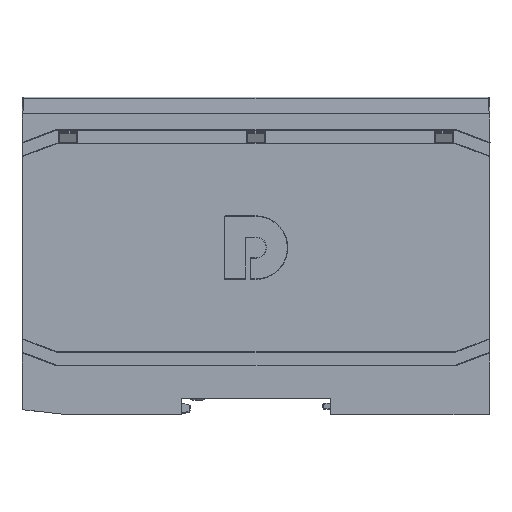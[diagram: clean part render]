
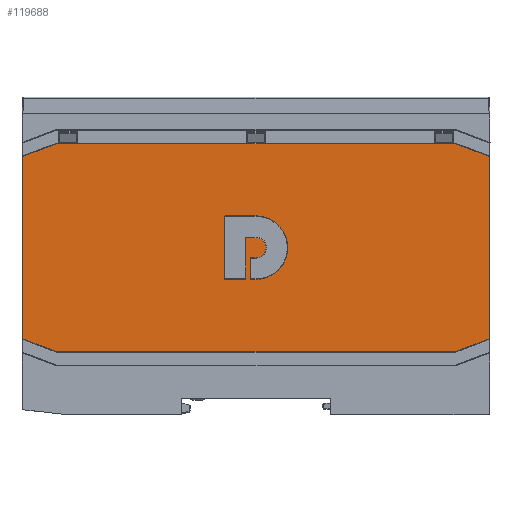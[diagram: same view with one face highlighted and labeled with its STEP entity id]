
A CAD part, left-side view. The second image highlights one B-rep face of the part: STEP entity #119688.
In plain terms, the highlighted planar face has unit normal (-1, 0, 0).
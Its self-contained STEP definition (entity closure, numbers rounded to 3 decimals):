
#4400=DIRECTION('',(0.,0.,1.));
#4401=VECTOR('',#4400,43.639);
#4402=CARTESIAN_POINT('',(-14.,-55.8,-53.819));
#4403=LINE('',#4402,#4401);
#18712=DIRECTION('',(0.,1.,0.));
#18713=VECTOR('',#18712,95.316);
#18714=CARTESIAN_POINT('',(-14.,-47.658,-7.1));
#18715=LINE('',#18714,#18713);
#18755=DIRECTION('',(0.,-0.934,-0.357));
#18756=VECTOR('',#18755,8.563);
#18757=CARTESIAN_POINT('',(-14.,-47.8,-7.126));
#18758=LINE('',#18757,#18756);
#18759=DIRECTION('',(0.,0.934,-0.357));
#18760=VECTOR('',#18759,8.563);
#18761=CARTESIAN_POINT('',(-14.,-55.8,-53.819));
#18762=LINE('',#18761,#18760);
#18763=CARTESIAN_POINT('',(-14.,-47.658,-56.5));
#18764=DIRECTION('',(1.,0.,0.));
#18765=DIRECTION('',(0.,-0.357,-0.934));
#18766=AXIS2_PLACEMENT_3D('',#18763,#18764,#18765);
#18768=CARTESIAN_POINT('',(-14.,47.658,-56.5));
#18769=DIRECTION('',(1.,0.,0.));
#18770=DIRECTION('',(0.,0.,-1.));
#18771=AXIS2_PLACEMENT_3D('',#18768,#18769,#18770);
#18773=DIRECTION('',(0.,0.934,0.357));
#18774=VECTOR('',#18773,8.563);
#18775=CARTESIAN_POINT('',(-14.,47.8,-56.874));
#18776=LINE('',#18775,#18774);
#18777=DIRECTION('',(0.,-0.934,0.357));
#18778=VECTOR('',#18777,8.563);
#18779=CARTESIAN_POINT('',(-14.,55.8,
-10.181));
#18780=LINE('',#18779,#18778);
#18781=CARTESIAN_POINT('',(-14.,47.658,-7.5));
#18782=DIRECTION('',(1.,0.,0.));
#18783=DIRECTION('',(0.,0.357,0.934));
#18784=AXIS2_PLACEMENT_3D('',#18781,#18782,#18783);
#18786=CARTESIAN_POINT('',(-14.,-47.658,-7.5));
#18787=DIRECTION('',(1.,0.,0.));
#18788=DIRECTION('',(0.,0.,1.));
#18789=AXIS2_PLACEMENT_3D('',#18786,#18787,#18788);
#18791=CARTESIAN_POINT('',(-14.,1.05,-39.3));
#18792=DIRECTION('',(-1.,0.,0.));
#18793=DIRECTION('',(0.,1.,0.));
#18794=AXIS2_PLACEMENT_3D('',#18791,#18792,#18793);
#18796=CARTESIAN_POINT('',(-14.,0.,-32.));
#18797=DIRECTION('',(-1.,0.,0.));
#18798=DIRECTION('',(0.,0.,-1.));
#18799=AXIS2_PLACEMENT_3D('',#18796,#18797,#18798);
#18801=CARTESIAN_POINT('',(-14.,0.,-32.));
#18802=DIRECTION('',(-1.,0.,0.));
#18803=DIRECTION('',(0.,-0.028,-1.));
#18804=AXIS2_PLACEMENT_3D('',#18801,#18802,#18803);
#18806=CARTESIAN_POINT('',(-14.,7.3,-24.7));
#18807=DIRECTION('',(-1.,0.,0.));
#18808=DIRECTION('',(0.,0.,1.));
#18809=AXIS2_PLACEMENT_3D('',#18806,#18807,#18808);
#18811=CARTESIAN_POINT('',(-14.,7.3,-39.3));
#18812=DIRECTION('',(-1.,0.,0.));
#18813=DIRECTION('',(0.,1.,0.));
#18814=AXIS2_PLACEMENT_3D('',#18811,#18812,#18813);
#18816=CARTESIAN_POINT('',(-14.,2.7,-39.3));
#18817=DIRECTION('',(-1.,0.,0.));
#18818=DIRECTION('',(0.,0.,-1.));
#18819=AXIS2_PLACEMENT_3D('',#18816,#18817,#18818);
#18821=CARTESIAN_POINT('',(-14.,0.,-32.));
#18822=DIRECTION('',(1.,0.,0.));
#18823=DIRECTION('',(0.,0.,1.));
#18824=AXIS2_PLACEMENT_3D('',#18821,#18822,#18823);
#18830=DIRECTION('',(0.,-1.,0.));
#18831=VECTOR('',#18830,95.316);
#18832=CARTESIAN_POINT('',(-14.,47.658,-56.9));
#18833=LINE('',#18832,#18831);
#18890=DIRECTION('',(0.,0.,-1.));
#18891=VECTOR('',#18890,43.639);
#18892=CARTESIAN_POINT('',(-14.,55.8,
-10.181));
#18893=LINE('',#18892,#18891);
#18957=DIRECTION('',(0.,0.,1.));
#18958=VECTOR('',#18957,4.9);
#18959=CARTESIAN_POINT('',(-14.,1.35,-39.3));
#18960=LINE('',#18959,#18958);
#18988=DIRECTION('',(0.,-1.,0.));
#18989=VECTOR('',#18988,1.35);
#18990=CARTESIAN_POINT('',(-14.,1.35,-34.4));
#18991=LINE('',#18990,#18989);
#19020=DIRECTION('',(0.,1.,0.));
#19021=VECTOR('',#19020,2.4);
#19022=CARTESIAN_POINT('',(-14.,0.,-29.6));
#19023=LINE('',#19022,#19021);
#19051=DIRECTION('',(0.,0.,-1.));
#19052=VECTOR('',#19051,9.7);
#19053=CARTESIAN_POINT('',(-14.,2.4,-29.6));
#19054=LINE('',#19053,#19052);
#19074=DIRECTION('',(0.,1.,0.));
#19075=VECTOR('',#19074,4.6);
#19076=CARTESIAN_POINT('',(-14.,2.7,-39.6));
#19077=LINE('',#19076,#19075);
#19097=DIRECTION('',(0.,0.,1.));
#19098=VECTOR('',#19097,14.6);
#19099=CARTESIAN_POINT('',(-14.,7.6,-39.3));
#19100=LINE('',#19099,#19098);
#19120=DIRECTION('',(0.,-1.,0.));
#19121=VECTOR('',#19120,7.3);
#19122=CARTESIAN_POINT('',(-14.,7.3,-24.4));
#19123=LINE('',#19122,#19121);
#19143=DIRECTION('',(0.,1.,0.));
#19144=VECTOR('',#19143,1.05);
#19145=CARTESIAN_POINT('',(-14.,0.,-39.6));
#19146=LINE('',#19145,#19144);
#78042=CARTESIAN_POINT('',(-14.,-47.8,-7.126));
#78043=CARTESIAN_POINT('',(-14.,-55.8,
-10.181));
#78044=VERTEX_POINT('',#78042);
#78045=VERTEX_POINT('',#78043);
#78046=CARTESIAN_POINT('',(-14.,-55.8,-53.819));
#78047=VERTEX_POINT('',#78046);
#78048=CARTESIAN_POINT('',(-14.,-47.8,-56.874));
#78049=VERTEX_POINT('',#78048);
#78050=CARTESIAN_POINT('',(-14.,-47.658,-56.9));
#78051=VERTEX_POINT('',#78050);
#78052=CARTESIAN_POINT('',(-14.,47.658,-56.9));
#78053=VERTEX_POINT('',#78052);
#78054=CARTESIAN_POINT('',(-14.,47.8,-56.874));
#78055=VERTEX_POINT('',#78054);
#78056=CARTESIAN_POINT('',(-14.,55.8,
-53.819));
#78057=VERTEX_POINT('',#78056);
#78058=CARTESIAN_POINT('',(-14.,55.8,
-10.181));
#78059=VERTEX_POINT('',#78058);
#78060=CARTESIAN_POINT('',(-14.,47.8,-7.126));
#78061=VERTEX_POINT('',#78060);
#78062=CARTESIAN_POINT('',(-14.,47.658,-7.1));
#78063=VERTEX_POINT('',#78062);
#78064=CARTESIAN_POINT('',(-14.,-47.658,-7.1));
#78065=VERTEX_POINT('',#78064);
#78066=CARTESIAN_POINT('',(-14.,1.35,-39.3));
#78067=CARTESIAN_POINT('',(-14.,1.35,-34.4));
#78068=VERTEX_POINT('',#78066);
#78069=VERTEX_POINT('',#78067);
#78070=CARTESIAN_POINT('',(-14.,1.05,-39.6));
#78071=VERTEX_POINT('',#78070);
#78072=CARTESIAN_POINT('',(-14.,0.,-39.6));
#78073=VERTEX_POINT('',#78072);
#78074=CARTESIAN_POINT('',(-14.,-0.213,-39.597));
#78075=CARTESIAN_POINT('',(-14.,0.,-24.4));
#78076=VERTEX_POINT('',#78074);
#78077=VERTEX_POINT('',#78075);
#78078=CARTESIAN_POINT('',(-14.,7.3,-24.4));
#78079=VERTEX_POINT('',#78078);
#78080=CARTESIAN_POINT('',(-14.,7.6,-24.7));
#78081=VERTEX_POINT('',#78080);
#78082=CARTESIAN_POINT('',(-14.,7.6,-39.3));
#78083=VERTEX_POINT('',#78082);
#78084=CARTESIAN_POINT('',(-14.,7.3,-39.6));
#78085=VERTEX_POINT('',#78084);
#78086=CARTESIAN_POINT('',(-14.,2.7,-39.6));
#78087=VERTEX_POINT('',#78086);
#78088=CARTESIAN_POINT('',(-14.,2.4,-39.3));
#78089=VERTEX_POINT('',#78088);
#78090=CARTESIAN_POINT('',(-14.,2.4,-29.6));
#78091=VERTEX_POINT('',#78090);
#78092=CARTESIAN_POINT('',(-14.,0.,-29.6));
#78093=VERTEX_POINT('',#78092);
#78094=CARTESIAN_POINT('',(-14.,0.,-34.4));
#78095=VERTEX_POINT('',#78094);
#119631=CARTESIAN_POINT('',(-14.,56.,0.));
#119632=DIRECTION('',(-1.,0.,0.));
#119633=DIRECTION('',(0.,-1.,0.));
#119634=AXIS2_PLACEMENT_3D('',#119631,#119632,#119633);
#119635=PLANE('',#119634);
#119636=ORIENTED_EDGE('',*,*,#119625,.T.);
#119637=ORIENTED_EDGE('',*,*,#97492,.F.);
#119638=ORIENTED_EDGE('',*,*,#97599,.T.);
#119639=ORIENTED_EDGE('',*,*,#97614,.T.);
#119641=ORIENTED_EDGE('',*,*,#119640,.F.);
#119643=ORIENTED_EDGE('',*,*,#119642,.T.);
#119645=ORIENTED_EDGE('',*,*,#119644,.T.);
#119647=ORIENTED_EDGE('',*,*,#119646,.F.);
#119649=ORIENTED_EDGE('',*,*,#119648,.T.);
#119651=ORIENTED_EDGE('',*,*,#119650,.T.);
#119652=ORIENTED_EDGE('',*,*,#119570,.F.);
#119653=ORIENTED_EDGE('',*,*,#119586,.T.);
#119654=EDGE_LOOP('',(#119636,#119637,#119638,#119639,#119641,#119643,#119645,
#119647,#119649,#119651,#119652,#119653));
#119655=FACE_OUTER_BOUND('',#119654,.F.);
#119657=ORIENTED_EDGE('',*,*,#119656,.F.);
#119659=ORIENTED_EDGE('',*,*,#119658,.T.);
#119661=ORIENTED_EDGE('',*,*,#119660,.F.);
#119663=ORIENTED_EDGE('',*,*,#119662,.T.);
#119665=ORIENTED_EDGE('',*,*,#119664,.T.);
#119667=ORIENTED_EDGE('',*,*,#119666,.F.);
#119669=ORIENTED_EDGE('',*,*,#119668,.T.);
#119671=ORIENTED_EDGE('',*,*,#119670,.F.);
#119673=ORIENTED_EDGE('',*,*,#119672,.T.);
#119675=ORIENTED_EDGE('',*,*,#119674,.F.);
#119677=ORIENTED_EDGE('',*,*,#119676,.T.);
#119679=ORIENTED_EDGE('',*,*,#119678,.F.);
#119681=ORIENTED_EDGE('',*,*,#119680,.F.);
#119683=ORIENTED_EDGE('',*,*,#119682,.T.);
#119685=ORIENTED_EDGE('',*,*,#119684,.F.);
#119686=EDGE_LOOP('',(#119657,#119659,#119661,#119663,#119665,#119667,#119669,
#119671,#119673,#119675,#119677,#119679,#119681,#119683,#119685));
#119687=FACE_BOUND('',#119686,.F.);
#119688=ADVANCED_FACE('',(#119655,#119687),#119635,.T.);
#18767=CIRCLE('',#18766,0.4);
#18772=CIRCLE('',#18771,0.4);
#18785=CIRCLE('',#18784,0.4);
#18790=CIRCLE('',#18789,0.4);
#18795=CIRCLE('',#18794,0.3);
#18800=CIRCLE('',#18799,7.6);
#18805=CIRCLE('',#18804,7.6);
#18810=CIRCLE('',#18809,0.3);
#18815=CIRCLE('',#18814,0.3);
#18820=CIRCLE('',#18819,0.3);
#18825=CIRCLE('',#18824,2.4);
#97492=EDGE_CURVE('',#78047,#78045,#4403,.T.);
#97599=EDGE_CURVE('',#78047,#78049,#18762,.T.);
#97614=EDGE_CURVE('',#78049,#78051,#18767,.T.);
#119570=EDGE_CURVE('',#78065,#78063,#18715,.T.);
#119586=EDGE_CURVE('',#78065,#78044,#18790,.T.);
#119625=EDGE_CURVE('',#78044,#78045,#18758,.T.);
#119640=EDGE_CURVE('',#78053,#78051,#18833,.T.);
#119642=EDGE_CURVE('',#78053,#78055,#18772,.T.);
#119644=EDGE_CURVE('',#78055,#78057,#18776,.T.);
#119646=EDGE_CURVE('',#78059,#78057,#18893,.T.);
#119648=EDGE_CURVE('',#78059,#78061,#18780,.T.);
#119650=EDGE_CURVE('',#78061,#78063,#18785,.T.);
#119656=EDGE_CURVE('',#78068,#78069,#18960,.T.);
#119658=EDGE_CURVE('',#78068,#78071,#18795,.T.);
#119660=EDGE_CURVE('',#78073,#78071,#19146,.T.);
#119662=EDGE_CURVE('',#78073,#78076,#18800,.T.);
#119664=EDGE_CURVE('',#78076,#78077,#18805,.T.);
#119666=EDGE_CURVE('',#78079,#78077,#19123,.T.);
#119668=EDGE_CURVE('',#78079,#78081,#18810,.T.);
#119670=EDGE_CURVE('',#78083,#78081,#19100,.T.);
#119672=EDGE_CURVE('',#78083,#78085,#18815,.T.);
#119674=EDGE_CURVE('',#78087,#78085,#19077,.T.);
#119676=EDGE_CURVE('',#78087,#78089,#18820,.T.);
#119678=EDGE_CURVE('',#78091,#78089,#19054,.T.);
#119680=EDGE_CURVE('',#78093,#78091,#19023,.T.);
#119682=EDGE_CURVE('',#78093,#78095,#18825,.T.);
#119684=EDGE_CURVE('',#78069,#78095,#18991,.T.);
